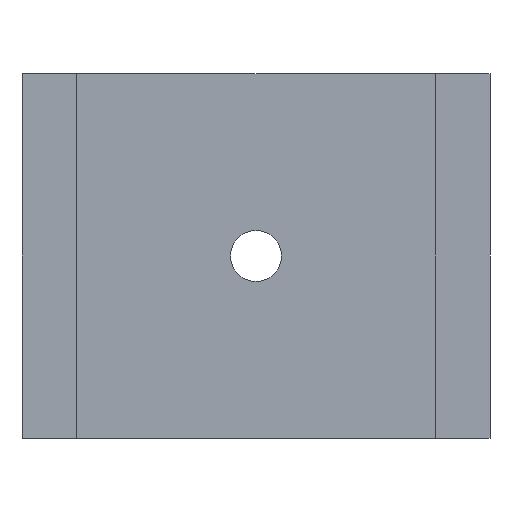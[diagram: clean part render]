
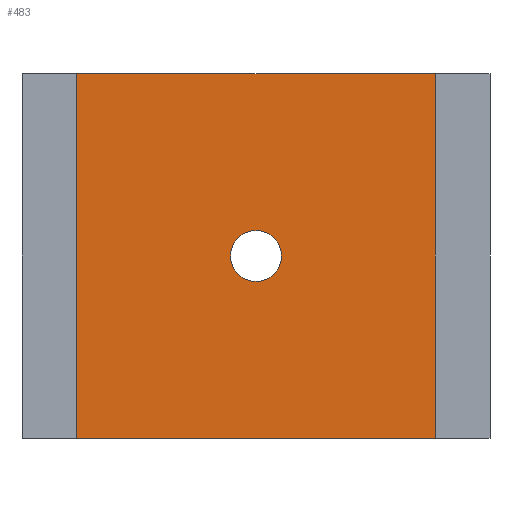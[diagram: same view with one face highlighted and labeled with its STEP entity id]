
A CAD part, front view. The second image highlights one B-rep face of the part: STEP entity #483.
In plain terms, the highlighted planar face has unit normal (0, -1, 0).
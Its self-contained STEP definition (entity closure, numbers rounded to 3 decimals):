
#35 = DIRECTION ( 'NONE',  ( 0., 0., 1. ) ) ;
#44 = CARTESIAN_POINT ( 'NONE',  ( 14.75, 0., 15. ) ) ;
#48 = VERTEX_POINT ( 'NONE', #622 ) ;
#60 = VERTEX_POINT ( 'NONE', #570 ) ;
#72 = CARTESIAN_POINT ( 'NONE',  ( 0., 0., 0. ) ) ;
#82 = ORIENTED_EDGE ( 'NONE', *, *, #96, .F. ) ;
#96 = EDGE_CURVE ( 'NONE', #166, #446, #261, .T. ) ;
#116 = VECTOR ( 'NONE', #590, 1000. ) ;
#123 = DIRECTION ( 'NONE',  ( 0., 1., 0. ) ) ;
#135 = LINE ( 'NONE', #298, #646 ) ;
#140 = AXIS2_PLACEMENT_3D ( 'NONE', #698, #684, #647 ) ;
#166 = VERTEX_POINT ( 'NONE', #596 ) ;
#173 = ORIENTED_EDGE ( 'NONE', *, *, #367, .T. ) ;
#174 = AXIS2_PLACEMENT_3D ( 'NONE', #72, #123, #511 ) ;
#194 = VERTEX_POINT ( 'NONE', #44 ) ;
#196 = AXIS2_PLACEMENT_3D ( 'NONE', #692, #487, #433 ) ;
#261 = LINE ( 'NONE', #644, #371 ) ;
#264 = VECTOR ( 'NONE', #270, 1000. ) ;
#270 = DIRECTION ( 'NONE',  ( 0., 0., -1. ) ) ;
#287 = CARTESIAN_POINT ( 'NONE',  ( -14.75, 0., 15. ) ) ;
#298 = CARTESIAN_POINT ( 'NONE',  ( 14.75, 0., -15. ) ) ;
#304 = LINE ( 'NONE', #372, #116 ) ;
#366 = EDGE_LOOP ( 'NONE', ( #82, #682, #461, #449 ) ) ;
#367 = EDGE_CURVE ( 'NONE', #48, #60, #520, .T. ) ;
#368 = PLANE ( 'NONE',  #140 ) ;
#371 = VECTOR ( 'NONE', #35, 1000. ) ;
#372 = CARTESIAN_POINT ( 'NONE',  ( 14.75, 0., 15. ) ) ;
#389 = EDGE_CURVE ( 'NONE', #532, #166, #135, .T. ) ;
#392 = CARTESIAN_POINT ( 'NONE',  ( 14.75, 0., 15. ) ) ;
#397 = ORIENTED_EDGE ( 'NONE', *, *, #541, .T. ) ;
#427 = FACE_OUTER_BOUND ( 'NONE', #366, .T. ) ;
#433 = DIRECTION ( 'NONE',  ( 0., 0., 1. ) ) ;
#446 = VERTEX_POINT ( 'NONE', #287 ) ;
#449 = ORIENTED_EDGE ( 'NONE', *, *, #462, .F. ) ;
#458 = EDGE_LOOP ( 'NONE', ( #397, #173 ) ) ;
#461 = ORIENTED_EDGE ( 'NONE', *, *, #608, .F. ) ;
#462 = EDGE_CURVE ( 'NONE', #446, #194, #304, .T. ) ;
#473 = FACE_BOUND ( 'NONE', #458, .T. ) ;
#482 = CARTESIAN_POINT ( 'NONE',  ( 14.75, 0., -15. ) ) ;
#483 = ADVANCED_FACE ( 'NONE', ( #473, #427 ), #368, .F. ) ;
#487 = DIRECTION ( 'NONE',  ( 0., 1., 0. ) ) ;
#511 = DIRECTION ( 'NONE',  ( 0., 0., 1. ) ) ;
#518 = DIRECTION ( 'NONE',  ( -1., 0., 0. ) ) ;
#520 = CIRCLE ( 'NONE', #174, 2.1 ) ;
#532 = VERTEX_POINT ( 'NONE', #482 ) ;
#541 = EDGE_CURVE ( 'NONE', #60, #48, #634, .T. ) ;
#570 = CARTESIAN_POINT ( 'NONE',  ( 0., 0., 2.1 ) ) ;
#590 = DIRECTION ( 'NONE',  ( 1., 0., 0. ) ) ;
#596 = CARTESIAN_POINT ( 'NONE',  ( -14.75, 0., -15. ) ) ;
#608 = EDGE_CURVE ( 'NONE', #194, #532, #655, .T. ) ;
#622 = CARTESIAN_POINT ( 'NONE',  ( 0., 0., -2.1 ) ) ;
#634 = CIRCLE ( 'NONE', #196, 2.1 ) ;
#644 = CARTESIAN_POINT ( 'NONE',  ( -14.75, 0., 15. ) ) ;
#646 = VECTOR ( 'NONE', #518, 1000. ) ;
#647 = DIRECTION ( 'NONE',  ( 0., 0., 1. ) ) ;
#655 = LINE ( 'NONE', #392, #264 ) ;
#682 = ORIENTED_EDGE ( 'NONE', *, *, #389, .F. ) ;
#684 = DIRECTION ( 'NONE',  ( 0., 1., 0. ) ) ;
#692 = CARTESIAN_POINT ( 'NONE',  ( 0., 0., 0. ) ) ;
#698 = CARTESIAN_POINT ( 'NONE',  ( 0., 0., 0. ) ) ;
